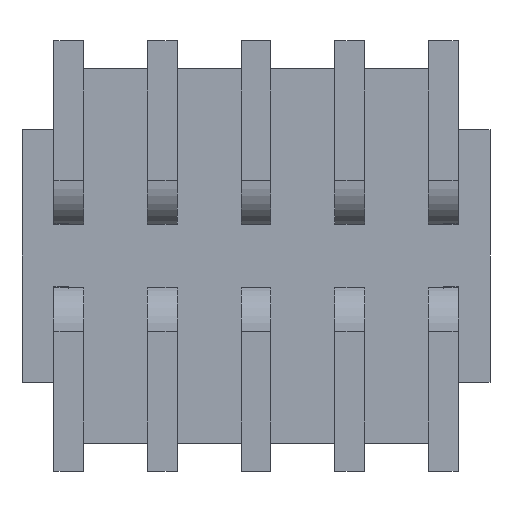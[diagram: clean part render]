
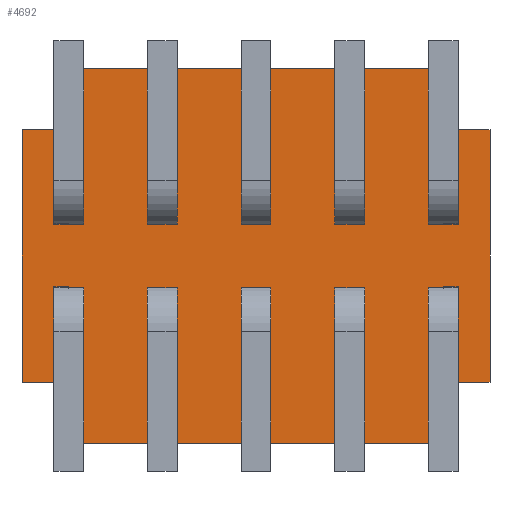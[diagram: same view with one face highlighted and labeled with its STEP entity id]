
A CAD part, front view. The second image highlights one B-rep face of the part: STEP entity #4692.
In plain terms, the highlighted planar face has unit normal (0, -1, 0).
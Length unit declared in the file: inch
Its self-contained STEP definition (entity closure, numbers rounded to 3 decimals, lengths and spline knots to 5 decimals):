
#378=ORIENTED_EDGE('',*,*,#1637,.T.);
#379=ORIENTED_EDGE('',*,*,#1606,.T.);
#380=ORIENTED_EDGE('',*,*,#1599,.T.);
#381=ORIENTED_EDGE('',*,*,#1624,.T.);
#382=ORIENTED_EDGE('',*,*,#1638,.T.);
#383=ORIENTED_EDGE('',*,*,#1614,.T.);
#384=ORIENTED_EDGE('',*,*,#1607,.T.);
#385=ORIENTED_EDGE('',*,*,#1628,.T.);
#386=ORIENTED_EDGE('',*,*,#1592,.T.);
#387=ORIENTED_EDGE('',*,*,#1639,.T.);
#388=ORIENTED_EDGE('',*,*,#1622,.T.);
#389=ORIENTED_EDGE('',*,*,#1596,.T.);
#390=ORIENTED_EDGE('',*,*,#1584,.T.);
#391=ORIENTED_EDGE('',*,*,#1640,.T.);
#392=ORIENTED_EDGE('',*,*,#1618,.T.);
#393=ORIENTED_EDGE('',*,*,#1588,.T.);
#394=ORIENTED_EDGE('',*,*,#1560,.F.);
#395=ORIENTED_EDGE('',*,*,#1641,.T.);
#396=ORIENTED_EDGE('',*,*,#1430,.T.);
#397=ORIENTED_EDGE('',*,*,#1642,.T.);
#398=ORIENTED_EDGE('',*,*,#1453,.F.);
#399=ORIENTED_EDGE('',*,*,#1564,.F.);
#400=ORIENTED_EDGE('',*,*,#1460,.F.);
#401=ORIENTED_EDGE('',*,*,#1643,.T.);
#402=ORIENTED_EDGE('',*,*,#1644,.T.);
#403=ORIENTED_EDGE('',*,*,#1645,.T.);
#404=ORIENTED_EDGE('',*,*,#1557,.F.);
#405=ORIENTED_EDGE('',*,*,#1582,.F.);
#1430=EDGE_CURVE('',#2111,#2110,#2546,.T.);
#1453=EDGE_CURVE('',#2129,#2126,#2569,.T.);
#1460=EDGE_CURVE('',#2135,#2136,#2576,.T.);
#1557=EDGE_CURVE('',#2208,#2205,#2673,.T.);
#1560=EDGE_CURVE('',#2211,#2212,#2676,.T.);
#1564=EDGE_CURVE('',#2136,#2129,#2680,.T.);
#1582=EDGE_CURVE('',#2212,#2208,#2698,.T.);
#1584=EDGE_CURVE('',#2228,#2226,#2700,.T.);
#1588=EDGE_CURVE('',#2230,#2228,#2704,.T.);
#1592=EDGE_CURVE('',#2234,#2232,#2708,.T.);
#1596=EDGE_CURVE('',#2236,#2234,#2712,.T.);
#1599=EDGE_CURVE('',#2238,#2239,#2715,.T.);
#1606=EDGE_CURVE('',#2243,#2238,#2722,.T.);
#1607=EDGE_CURVE('',#2244,#2245,#2723,.T.);
#1614=EDGE_CURVE('',#2249,#2244,#2730,.T.);
#1618=EDGE_CURVE('',#2251,#2230,#2734,.T.);
#1622=EDGE_CURVE('',#2253,#2236,#2738,.T.);
#1624=EDGE_CURVE('',#2239,#2254,#2740,.T.);
#1628=EDGE_CURVE('',#2245,#2256,#2744,.T.);
#1637=EDGE_CURVE('',#2254,#2243,#2753,.T.);
#1638=EDGE_CURVE('',#2256,#2249,#2754,.T.);
#1639=EDGE_CURVE('',#2232,#2253,#2755,.T.);
#1640=EDGE_CURVE('',#2226,#2251,#2756,.T.);
#1641=EDGE_CURVE('',#2211,#2111,#2757,.T.);
#1642=EDGE_CURVE('',#2110,#2126,#2758,.T.);
#1643=EDGE_CURVE('',#2135,#2260,#2759,.T.);
#1644=EDGE_CURVE('',#2260,#2261,#2760,.T.);
#1645=EDGE_CURVE('',#2261,#2205,#2761,.T.);
#2110=VERTEX_POINT('',#6424);
#2111=VERTEX_POINT('',#6426);
#2126=VERTEX_POINT('',#6466);
#2129=VERTEX_POINT('',#6471);
#2135=VERTEX_POINT('',#6486);
#2136=VERTEX_POINT('',#6488);
#2205=VERTEX_POINT('',#6681);
#2208=VERTEX_POINT('',#6686);
#2211=VERTEX_POINT('',#6693);
#2212=VERTEX_POINT('',#6695);
#2226=VERTEX_POINT('',#6736);
#2228=VERTEX_POINT('',#6739);
#2230=VERTEX_POINT('',#6746);
#2232=VERTEX_POINT('',#6752);
#2234=VERTEX_POINT('',#6755);
#2236=VERTEX_POINT('',#6762);
#2238=VERTEX_POINT('',#6768);
#2239=VERTEX_POINT('',#6769);
#2243=VERTEX_POINT('',#6778);
#2244=VERTEX_POINT('',#6784);
#2245=VERTEX_POINT('',#6785);
#2249=VERTEX_POINT('',#6794);
#2251=VERTEX_POINT('',#6801);
#2253=VERTEX_POINT('',#6808);
#2254=VERTEX_POINT('',#6814);
#2256=VERTEX_POINT('',#6821);
#2260=VERTEX_POINT('',#6844);
#2261=VERTEX_POINT('',#6846);
#2546=LINE('',#6425,#3206);
#2569=LINE('',#6472,#3229);
#2576=LINE('',#6487,#3236);
#2673=LINE('',#6687,#3333);
#2676=LINE('',#6694,#3336);
#2680=LINE('',#6702,#3340);
#2698=LINE('',#6733,#3358);
#2700=LINE('',#6738,#3360);
#2704=LINE('',#6745,#3364);
#2708=LINE('',#6754,#3368);
#2712=LINE('',#6761,#3372);
#2715=LINE('',#6767,#3375);
#2722=LINE('',#6781,#3382);
#2723=LINE('',#6783,#3383);
#2730=LINE('',#6797,#3390);
#2734=LINE('',#6804,#3394);
#2738=LINE('',#6811,#3398);
#2740=LINE('',#6816,#3400);
#2744=LINE('',#6823,#3404);
#2753=LINE('',#6837,#3413);
#2754=LINE('',#6838,#3414);
#2755=LINE('',#6839,#3415);
#2756=LINE('',#6840,#3416);
#2757=LINE('',#6841,#3417);
#2758=LINE('',#6842,#3418);
#2759=LINE('',#6843,#3419);
#2760=LINE('',#6845,#3420);
#2761=LINE('',#6847,#3421);
#3206=VECTOR('',#5210,39.37008);
#3229=VECTOR('',#5243,39.37008);
#3236=VECTOR('',#5254,39.37008);
#3333=VECTOR('',#5411,39.37008);
#3336=VECTOR('',#5416,39.37008);
#3340=VECTOR('',#5422,39.37008);
#3358=VECTOR('',#5444,39.37008);
#3360=VECTOR('',#5448,39.37008);
#3364=VECTOR('',#5454,39.37008);
#3368=VECTOR('',#5460,39.37008);
#3372=VECTOR('',#5466,39.37008);
#3375=VECTOR('',#5471,39.37008);
#3382=VECTOR('',#5480,39.37008);
#3383=VECTOR('',#5483,39.37008);
#3390=VECTOR('',#5492,39.37008);
#3394=VECTOR('',#5498,39.37008);
#3398=VECTOR('',#5504,39.37008);
#3400=VECTOR('',#5508,39.37008);
#3404=VECTOR('',#5514,39.37008);
#3413=VECTOR('',#5529,39.37008);
#3414=VECTOR('',#5530,39.37008);
#3415=VECTOR('',#5531,39.37008);
#3416=VECTOR('',#5532,39.37008);
#3417=VECTOR('',#5533,39.37008);
#3418=VECTOR('',#5534,39.37008);
#3419=VECTOR('',#5535,39.37008);
#3420=VECTOR('',#5536,39.37008);
#3421=VECTOR('',#5537,39.37008);
#3928=EDGE_LOOP('',(#378,#379,#380,#381));
#3929=EDGE_LOOP('',(#382,#383,#384,#385));
#3930=EDGE_LOOP('',(#386,#387,#388,#389));
#3931=EDGE_LOOP('',(#390,#391,#392,#393));
#3932=EDGE_LOOP('',(#394,#395,#396,#397,#398,#399,#400,#401,#402,#403,#404,
#405));
#4194=FACE_BOUND('',#3928,.T.);
#4195=FACE_BOUND('',#3929,.T.);
#4196=FACE_BOUND('',#3930,.T.);
#4197=FACE_BOUND('',#3931,.T.);
#4198=FACE_BOUND('',#3932,.T.);
#4450=PLANE('',#4983);
#4692=ADVANCED_FACE('',(#4194,#4195,#4196,#4197,#4198),#4450,.F.);
#4983=AXIS2_PLACEMENT_3D('',#6836,#5527,#5528);
#5210=DIRECTION('',(-1.,0.,0.));
#5243=DIRECTION('',(1.,0.,0.));
#5254=DIRECTION('',(-1.,0.,0.));
#5411=DIRECTION('',(-1.,0.,0.));
#5416=DIRECTION('',(1.,0.,0.));
#5422=DIRECTION('',(0.,0.,1.));
#5444=DIRECTION('',(0.,0.,-1.));
#5448=DIRECTION('',(-1.,0.,0.));
#5454=DIRECTION('',(0.,0.,-1.));
#5460=DIRECTION('',(-1.,0.,0.));
#5466=DIRECTION('',(0.,0.,-1.));
#5471=DIRECTION('',(0.,0.,1.));
#5480=DIRECTION('',(-1.,0.,0.));
#5483=DIRECTION('',(0.,0.,1.));
#5492=DIRECTION('',(-1.,0.,0.));
#5498=DIRECTION('',(1.,0.,0.));
#5504=DIRECTION('',(1.,0.,0.));
#5508=DIRECTION('',(1.,0.,0.));
#5514=DIRECTION('',(1.,0.,0.));
#5527=DIRECTION('',(0.,1.,0.));
#5528=DIRECTION('',(0.,0.,1.));
#5529=DIRECTION('',(0.,0.,-1.));
#5530=DIRECTION('',(0.,0.,-1.));
#5531=DIRECTION('',(0.,0.,1.));
#5532=DIRECTION('',(0.,0.,1.));
#5533=DIRECTION('',(0.,0.,1.));
#5534=DIRECTION('',(0.,0.,-1.));
#5535=DIRECTION('',(0.,0.,-1.));
#5536=DIRECTION('',(1.,0.,0.));
#5537=DIRECTION('',(0.,0.,1.));
#6424=CARTESIAN_POINT('',(-0.1,0.,0.1));
#6425=CARTESIAN_POINT('',(0.1,0.,0.1));
#6426=CARTESIAN_POINT('',(0.1,0.,0.1));
#6466=CARTESIAN_POINT('',(-0.1,0.,0.0675));
#6471=CARTESIAN_POINT('',(-0.125,0.,0.0675));
#6472=CARTESIAN_POINT('',(-0.125,0.,0.0675));
#6486=CARTESIAN_POINT('',(-0.1,0.,-0.0675));
#6487=CARTESIAN_POINT('',(0.125,0.,-0.0675));
#6488=CARTESIAN_POINT('',(-0.125,0.,-0.0675));
#6681=CARTESIAN_POINT('',(0.1,0.,-0.0675));
#6686=CARTESIAN_POINT('',(0.125,0.,-0.0675));
#6687=CARTESIAN_POINT('',(0.125,0.,-0.0675));
#6693=CARTESIAN_POINT('',(0.1,0.,0.0675));
#6694=CARTESIAN_POINT('',(-0.125,0.,0.0675));
#6695=CARTESIAN_POINT('',(0.125,0.,0.0675));
#6702=CARTESIAN_POINT('',(-0.125,0.,-0.0675));
#6733=CARTESIAN_POINT('',(0.125,0.,0.0675));
#6736=CARTESIAN_POINT('',(0.1,0.,-0.0325));
#6738=CARTESIAN_POINT('',(0.108,0.,-0.0325));
#6739=CARTESIAN_POINT('',(0.108,0.,-0.0325));
#6745=CARTESIAN_POINT('',(0.108,0.,-0.0165));
#6746=CARTESIAN_POINT('',(0.108,0.,-0.0165));
#6752=CARTESIAN_POINT('',(0.1,0.,0.0175));
#6754=CARTESIAN_POINT('',(0.108,0.,0.0175));
#6755=CARTESIAN_POINT('',(0.108,0.,0.0175));
#6761=CARTESIAN_POINT('',(0.108,0.,0.0335));
#6762=CARTESIAN_POINT('',(0.108,0.,0.0335));
#6767=CARTESIAN_POINT('',(-0.108,0.,-0.0325));
#6768=CARTESIAN_POINT('',(-0.108,0.,-0.0325));
#6769=CARTESIAN_POINT('',(-0.108,0.,-0.0165));
#6778=CARTESIAN_POINT('',(-0.1,0.,-0.0325));
#6781=CARTESIAN_POINT('',(-0.092,0.,-0.0325));
#6783=CARTESIAN_POINT('',(-0.108,0.,0.0175));
#6784=CARTESIAN_POINT('',(-0.108,0.,0.0175));
#6785=CARTESIAN_POINT('',(-0.108,0.,0.0335));
#6794=CARTESIAN_POINT('',(-0.1,0.,0.0175));
#6797=CARTESIAN_POINT('',(-0.092,0.,0.0175));
#6801=CARTESIAN_POINT('',(0.1,0.,-0.0165));
#6804=CARTESIAN_POINT('',(0.092,0.,-0.0165));
#6808=CARTESIAN_POINT('',(0.1,0.,0.0335));
#6811=CARTESIAN_POINT('',(0.092,0.,0.0335));
#6814=CARTESIAN_POINT('',(-0.1,0.,-0.0165));
#6816=CARTESIAN_POINT('',(-0.108,0.,-0.0165));
#6821=CARTESIAN_POINT('',(-0.1,0.,0.0335));
#6823=CARTESIAN_POINT('',(-0.108,0.,0.0335));
#6836=CARTESIAN_POINT('',(0.,0.,0.));
#6837=CARTESIAN_POINT('',(-0.1,0.,0.1));
#6838=CARTESIAN_POINT('',(-0.1,0.,0.1));
#6839=CARTESIAN_POINT('',(0.1,0.,-0.1));
#6840=CARTESIAN_POINT('',(0.1,0.,-0.1));
#6841=CARTESIAN_POINT('',(0.1,0.,-0.1));
#6842=CARTESIAN_POINT('',(-0.1,0.,0.1));
#6843=CARTESIAN_POINT('',(-0.1,0.,0.1));
#6844=CARTESIAN_POINT('',(-0.1,0.,-0.1));
#6845=CARTESIAN_POINT('',(-0.1,0.,-0.1));
#6846=CARTESIAN_POINT('',(0.1,0.,-0.1));
#6847=CARTESIAN_POINT('',(0.1,0.,-0.1));
